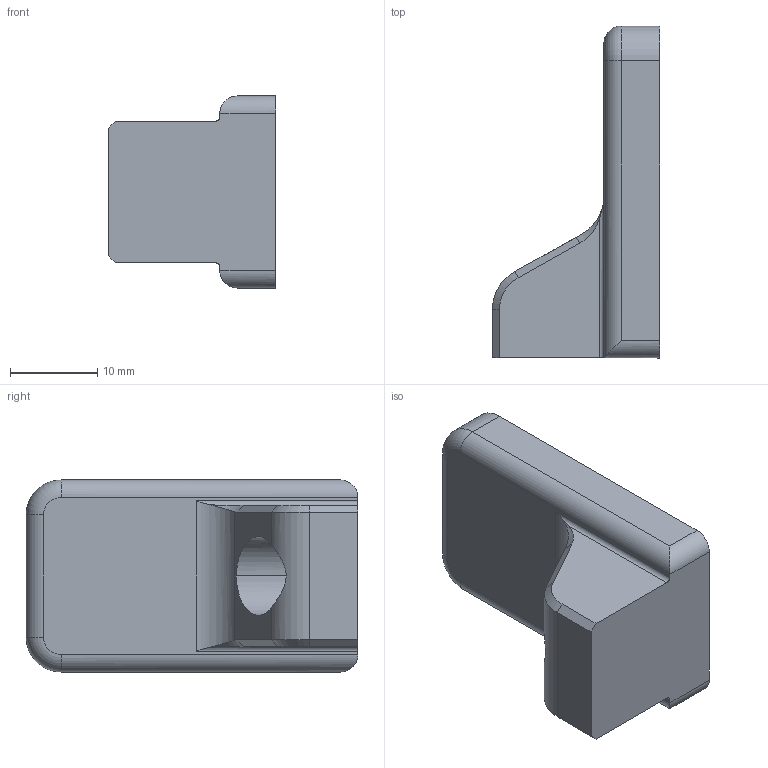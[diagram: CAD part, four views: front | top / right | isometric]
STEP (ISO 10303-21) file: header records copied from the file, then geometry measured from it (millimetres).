
FILE_DESCRIPTION (( 'STEP AP214' ), '1' );
FILE_NAME ('Left Finger Pad.STEP', '2023-06-02T14:01:18', ( '' ), ( '' ), 'SwSTEP 2.0', 'SolidWorks 2022', '' );
FILE_SCHEMA (( 'AUTOMOTIVE_DESIGN' ));
Length unit declared in the file: millimetre
Products named in the file (3): Defeatured 2F-85 PAD OPEN_fingertips.step.STEP; 2F85_Opened_20190924.STEP; Left Finger Pad
Assembly tree (2 placements, depth 3):
  Left Finger Pad
    2F85_Opened_20190924.STEP
      Defeatured 2F-85 PAD OPEN_fingertips.step.STEP
Bounding box: 19.16 x 38 x 22 mm (x, y, z)
Volume: 7278.9 mm3; surface area: 3069.2 mm2
Topology: 1 solids, 1 shells, 35 faces, 88 edges, 56 vertices
Faces by surface type: plane 15, cylinder 14, cone 4, torus 2
Full cylindrical faces by diameter (mm): 5.3 x1
Entity records: 1339 total; most frequent: CARTESIAN_POINT 422, DIRECTION 180, ORIENTED_EDGE 176, EDGE_CURVE 88, AXIS2_PLACEMENT_3D 65, VERTEX_POINT 56, LINE 50, VECTOR 50
